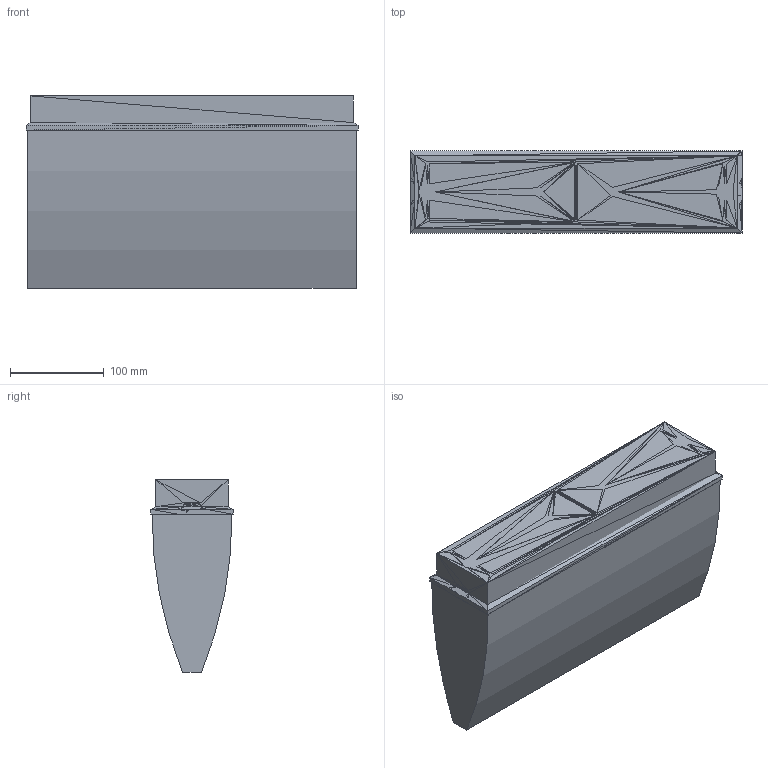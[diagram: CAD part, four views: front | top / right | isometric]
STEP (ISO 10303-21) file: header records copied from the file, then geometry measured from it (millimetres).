
FILE_DESCRIPTION(/* description */ (''),/* implementation_level */ '2;1');
FILE_NAME(/* name */ 'UH_simple.step',/* time_stamp */ '2023-12-18T06:49:54+01:00',/* author */ (''),/* organization */ (''),/* preprocessor_version */ 'ST-DEVELOPER v20',/* originating_system */ 'Autodesk Translation Framework v12.14.0.127',/* authorisation */ '');
FILE_SCHEMA (('AUTOMOTIVE_DESIGN { 1 0 10303 214 3 1 1 }'));
Length unit declared in the file: millimetre
Products named in the file (4): UH_simple; Basis; Basis (1); UH-Haube_simple v1
Assembly tree (3 placements, depth 3):
  UH_simple
    Basis
      Basis (1)
    UH-Haube_simple v1
Bounding box: 354.02 x 87.48 x 205 mm (x, y, z)
Volume: 4782150.3 mm3; surface area: 270508.5 mm2
Topology: 2 solids, 2 shells, 174 faces, 475 edges, 303 vertices
Faces by surface type: plane 172, cylinder 2
Entity records: 7482 total; most frequent: CARTESIAN_POINT 1407, ORIENTED_EDGE 1398, DIRECTION 1065, EDGE_CURVE 699, LINE 695, VECTOR 695, VERTEX_POINT 527, AXIS2_PLACEMENT_3D 185
